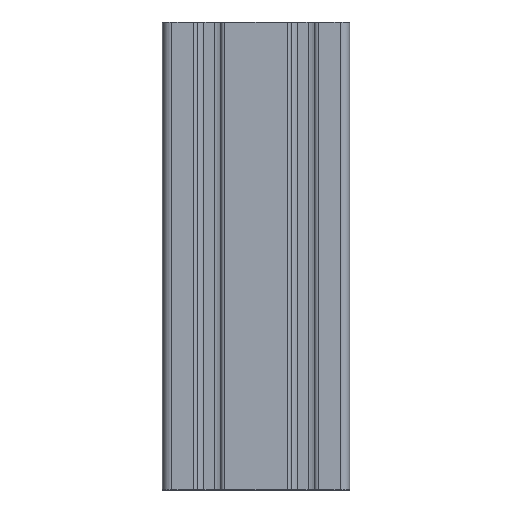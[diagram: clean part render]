
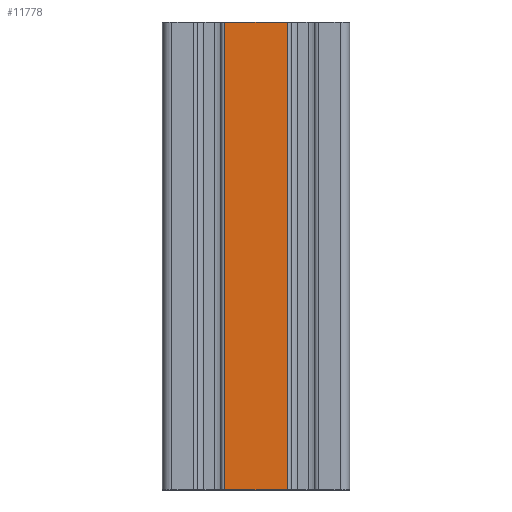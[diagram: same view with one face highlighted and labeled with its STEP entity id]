
A CAD part, left-side view. The second image highlights one B-rep face of the part: STEP entity #11778.
In plain terms, the highlighted planar face has unit normal (-1, 0, 0).
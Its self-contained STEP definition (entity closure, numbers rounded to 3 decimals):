
#677=LINE('',#19340,#1415);
#1021=LINE('',#20986,#1759);
#1064=LINE('',#21307,#1802);
#1065=LINE('',#21309,#1803);
#1415=VECTOR('',#15208,10.);
#1759=VECTOR('',#17252,10.);
#1802=VECTOR('',#17695,10.);
#1803=VECTOR('',#17698,10.);
#1961=PLANE('',#13568);
#2676=FACE_OUTER_BOUND('',#3448,.T.);
#3448=EDGE_LOOP('',(#10515,#10516,#10517,#10518));
#5037=VERTEX_POINT('',#19334);
#5038=VERTEX_POINT('',#19338);
#5489=VERTEX_POINT('',#20980);
#5490=VERTEX_POINT('',#20984);
#6265=EDGE_CURVE('',#5037,#5038,#677,.T.);
#7090=EDGE_CURVE('',#5490,#5489,#1021,.T.);
#7251=EDGE_CURVE('',#5489,#5037,#1064,.T.);
#7252=EDGE_CURVE('',#5490,#5038,#1065,.T.);
#10515=ORIENTED_EDGE('',*,*,#6265,.F.);
#10516=ORIENTED_EDGE('',*,*,#7251,.F.);
#10517=ORIENTED_EDGE('',*,*,#7090,.F.);
#10518=ORIENTED_EDGE('',*,*,#7252,.T.);
#11778=ADVANCED_FACE('',(#2676),#1961,.T.);
#13568=AXIS2_PLACEMENT_3D('',#21308,#17696,#17697);
#15208=DIRECTION('',(0.,-1.,0.));
#17252=DIRECTION('',(0.,1.,0.));
#17695=DIRECTION('',(0.,0.,1.));
#17696=DIRECTION('center_axis',(-1.,0.,0.));
#17697=DIRECTION('ref_axis',(0.,-1.,0.));
#17698=DIRECTION('',(0.,0.,1.));
#19334=CARTESIAN_POINT('',(210.759,85.777,99.9));
#19338=CARTESIAN_POINT('',(210.759,72.377,99.9));
#19340=CARTESIAN_POINT('',(210.759,96.662,99.9));
#20980=CARTESIAN_POINT('',(210.759,85.777,0.1));
#20984=CARTESIAN_POINT('',(210.759,72.377,0.1));
#20986=CARTESIAN_POINT('',(210.759,96.662,0.1));
#21307=CARTESIAN_POINT('',(210.759,85.777,0.));
#21308=CARTESIAN_POINT('Origin',(210.759,85.777,0.));
#21309=CARTESIAN_POINT('',(210.759,72.377,0.));
